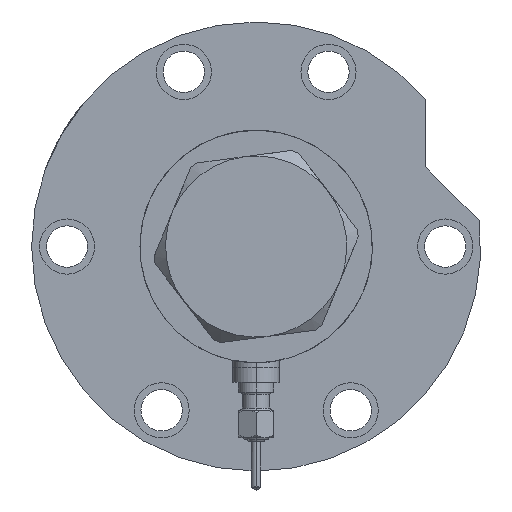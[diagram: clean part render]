
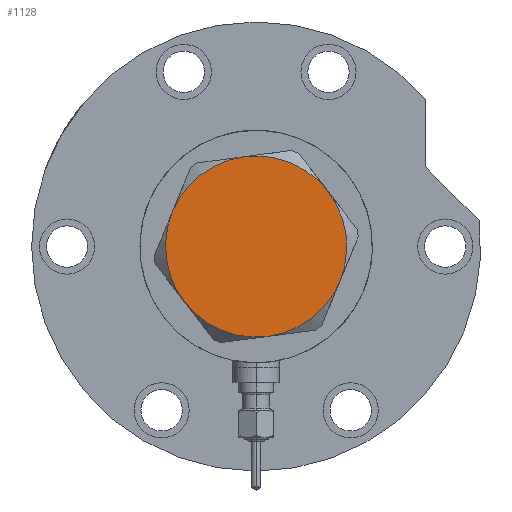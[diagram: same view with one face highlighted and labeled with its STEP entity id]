
A CAD part, left-side view. The second image highlights one B-rep face of the part: STEP entity #1128.
In plain terms, the highlighted face is planar.
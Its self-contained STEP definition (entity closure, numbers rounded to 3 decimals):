
#115 = CARTESIAN_POINT ( 'NONE',  ( 0., 0., 13. ) ) ;
#120 = DIRECTION ( 'NONE',  ( 0., 0., 1. ) ) ;
#417 = CIRCLE ( 'NONE', #4186, 23. ) ;
#548 = EDGE_CURVE ( 'NONE', #4887, #4636, #3599, .T. ) ;
#1018 = CARTESIAN_POINT ( 'NONE',  ( -23., 0., 13. ) ) ;
#1128 = ADVANCED_FACE ( 'NONE', ( #7185 ), #1553, .T. ) ;
#1299 = AXIS2_PLACEMENT_3D ( 'NONE', #4729, #1638, #2782 ) ;
#1406 = ORIENTED_EDGE ( 'NONE', *, *, #6886, .T. ) ;
#1414 = AXIS2_PLACEMENT_3D ( 'NONE', #2290, #7803, #5425 ) ;
#1553 = PLANE ( 'NONE',  #4921 ) ;
#1638 = DIRECTION ( 'NONE',  ( 0., 0., 1. ) ) ;
#1723 = CARTESIAN_POINT ( 'NONE',  ( 0., 0., 13. ) ) ;
#1797 = ORIENTED_EDGE ( 'NONE', *, *, #548, .T. ) ;
#1835 = DIRECTION ( 'NONE',  ( 1., 0., 0. ) ) ;
#1885 = CARTESIAN_POINT ( 'NONE',  ( -11.5, 19.919, 13. ) ) ;
#2055 = VERTEX_POINT ( 'NONE', #7219 ) ;
#2109 = CIRCLE ( 'NONE', #4980, 23. ) ;
#2155 = EDGE_CURVE ( 'NONE', #2785, #4887, #7467, .T. ) ;
#2196 = DIRECTION ( 'NONE',  ( 0., 0., 1. ) ) ;
#2290 = CARTESIAN_POINT ( 'NONE',  ( 0., 0., 13. ) ) ;
#2387 = DIRECTION ( 'NONE',  ( 0., 0., 1. ) ) ;
#2582 = DIRECTION ( 'NONE',  ( 1., 0., 0. ) ) ;
#2782 = DIRECTION ( 'NONE',  ( 1., 0., 0. ) ) ;
#2785 = VERTEX_POINT ( 'NONE', #5820 ) ;
#3096 = CIRCLE ( 'NONE', #3895, 23. ) ;
#3291 = EDGE_CURVE ( 'NONE', #2055, #7470, #4681, .T. ) ;
#3292 = EDGE_CURVE ( 'NONE', #7470, #6245, #3096, .T. ) ;
#3561 = ORIENTED_EDGE ( 'NONE', *, *, #3292, .T. ) ;
#3599 = CIRCLE ( 'NONE', #5187, 23. ) ;
#3857 = DIRECTION ( 'NONE',  ( 0., 0., 1. ) ) ;
#3895 = AXIS2_PLACEMENT_3D ( 'NONE', #4114, #2196, #5246 ) ;
#4114 = CARTESIAN_POINT ( 'NONE',  ( 0., 0., 13. ) ) ;
#4117 = ORIENTED_EDGE ( 'NONE', *, *, #2155, .T. ) ;
#4186 = AXIS2_PLACEMENT_3D ( 'NONE', #1723, #2387, #1835 ) ;
#4485 = DIRECTION ( 'NONE',  ( 1., 0., 0. ) ) ;
#4525 = CARTESIAN_POINT ( 'NONE',  ( 0., 0., 13. ) ) ;
#4597 = ORIENTED_EDGE ( 'NONE', *, *, #6879, .T. ) ;
#4636 = VERTEX_POINT ( 'NONE', #1018 ) ;
#4681 = CIRCLE ( 'NONE', #1299, 23. ) ;
#4729 = CARTESIAN_POINT ( 'NONE',  ( 0., 0., 13. ) ) ;
#4887 = VERTEX_POINT ( 'NONE', #1885 ) ;
#4921 = AXIS2_PLACEMENT_3D ( 'NONE', #4525, #120, #2582 ) ;
#4934 = DIRECTION ( 'NONE',  ( 1., 0., 0. ) ) ;
#4980 = AXIS2_PLACEMENT_3D ( 'NONE', #5561, #8101, #4934 ) ;
#5187 = AXIS2_PLACEMENT_3D ( 'NONE', #115, #3857, #4485 ) ;
#5246 = DIRECTION ( 'NONE',  ( 1., 0., 0. ) ) ;
#5303 = ORIENTED_EDGE ( 'NONE', *, *, #3291, .T. ) ;
#5425 = DIRECTION ( 'NONE',  ( 1., 0., 0. ) ) ;
#5561 = CARTESIAN_POINT ( 'NONE',  ( 0., 0., 13. ) ) ;
#5820 = CARTESIAN_POINT ( 'NONE',  ( 11.5, 19.919, 13. ) ) ;
#6245 = VERTEX_POINT ( 'NONE', #7998 ) ;
#6879 = EDGE_CURVE ( 'NONE', #6245, #2785, #417, .T. ) ;
#6886 = EDGE_CURVE ( 'NONE', #4636, #2055, #2109, .T. ) ;
#7102 = CARTESIAN_POINT ( 'NONE',  ( 11.5, -19.919, 13. ) ) ;
#7185 = FACE_OUTER_BOUND ( 'NONE', #7277, .T. ) ;
#7219 = CARTESIAN_POINT ( 'NONE',  ( -11.5, -19.919, 13. ) ) ;
#7277 = EDGE_LOOP ( 'NONE', ( #3561, #4597, #4117, #1797, #1406, #5303 ) ) ;
#7467 = CIRCLE ( 'NONE', #1414, 23. ) ;
#7470 = VERTEX_POINT ( 'NONE', #7102 ) ;
#7803 = DIRECTION ( 'NONE',  ( 0., 0., 1. ) ) ;
#7998 = CARTESIAN_POINT ( 'NONE',  ( 23., 0., 13. ) ) ;
#8101 = DIRECTION ( 'NONE',  ( 0., 0., 1. ) ) ;
